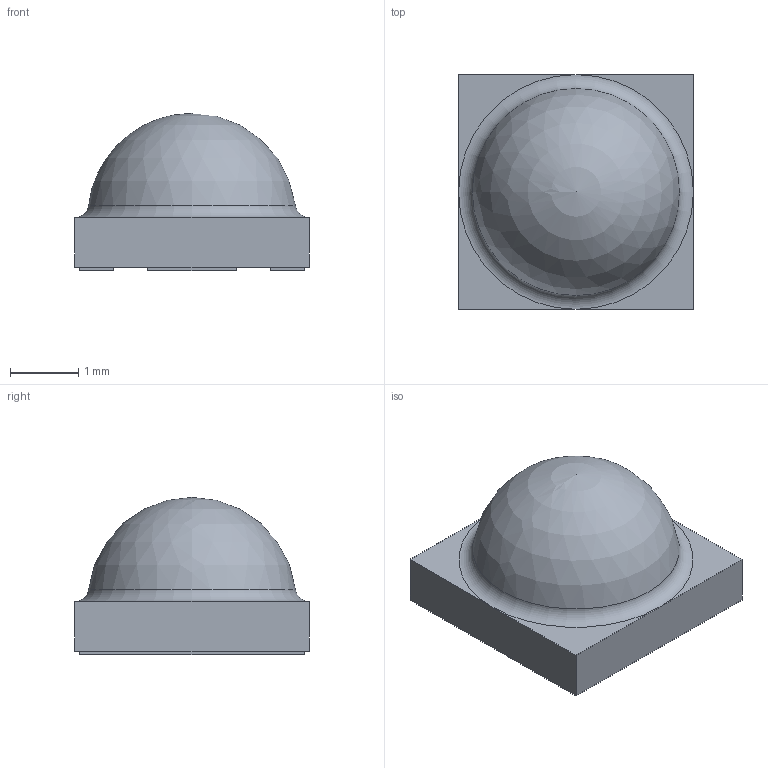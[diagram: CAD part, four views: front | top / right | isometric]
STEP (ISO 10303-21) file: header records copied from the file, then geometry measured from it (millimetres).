
FILE_DESCRIPTION(/* description */ (''),/* implementation_level */ '2;1');
FILE_NAME(/* name */ 'Cree_XPE2 v2.step',/* time_stamp */ '2024-04-19T22:06:00+02:00',/* author */ (''),/* organization */ (''),/* preprocessor_version */ 'ST-DEVELOPER v20',/* originating_system */ 'Autodesk Translation Framework v12.20.1.177',/* authorisation */ '');
FILE_SCHEMA (('AUTOMOTIVE_DESIGN { 1 0 10303 214 3 1 1 }'));
Length unit declared in the file: millimetre
Products named in the file (1): Cree_XPE2
Bounding box: 3.45 x 3.45 x 2.31 mm (x, y, z)
Volume: 16.6 mm3; surface area: 41.7 mm2
Topology: 1 solids, 1 shells, 29 faces, 69 edges, 44 vertices
Faces by surface type: plane 27, torus 1, sphere 1
Entity records: 882 total; most frequent: CARTESIAN_POINT 142, ORIENTED_EDGE 136, DIRECTION 135, EDGE_CURVE 68, LINE 61, VECTOR 61, VERTEX_POINT 44, AXIS2_PLACEMENT_3D 37
